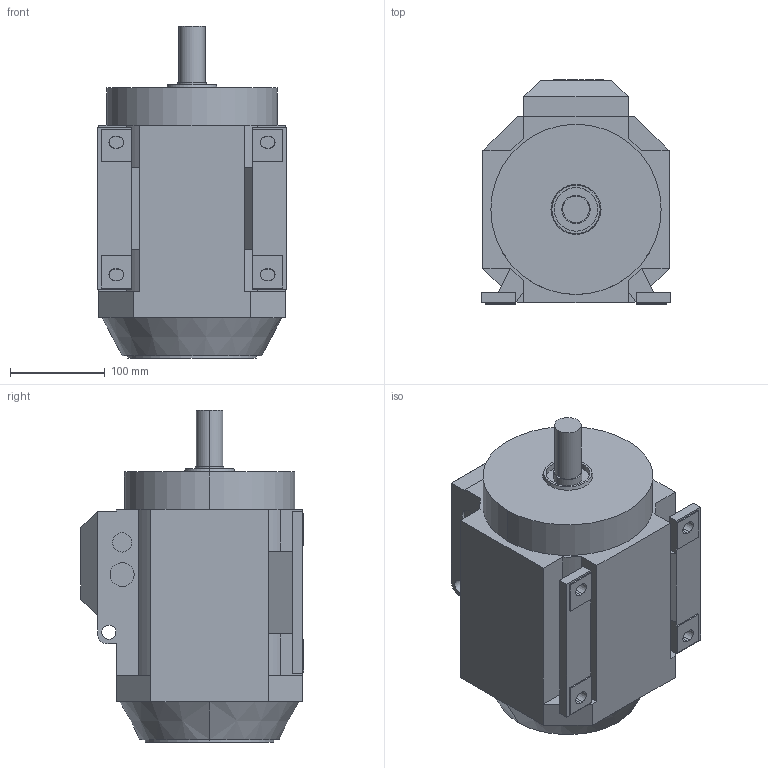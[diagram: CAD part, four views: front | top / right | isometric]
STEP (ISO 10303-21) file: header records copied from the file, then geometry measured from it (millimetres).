
FILE_DESCRIPTION(/* description */ (''),/* implementation_level */ '2;1');
FILE_NAME(/* name */ 'M3AA IE3 100 S B3.stp',/* time_stamp */ '2015-06-29T12:47:47+02:00',/* author */ (''),/* organization */ (''),/* preprocessor_version */ 'ST-DEVELOPER v14',/* originating_system */ 'SIEMENS PLM Software NX 8.0',/* authorisation */ '');
FILE_SCHEMA (('AUTOMOTIVE_DESIGN { 1 0 10303 214 3 1 1 1 }'));
Length unit declared in the file: millimetre
Products named in the file (1): A1.4728 3D A2.4300_igs
Bounding box: 200 x 236.75 x 351 mm (x, y, z)
Volume: 9340426.5 mm3; surface area: 319010.9 mm2
Topology: 1 solids, 1 shells, 208 faces, 530 edges, 348 vertices
Faces by surface type: plane 154, cylinder 32, cone 12, bspline 10
Entity records: 6298 total; most frequent: CARTESIAN_POINT 1193, ORIENTED_EDGE 1060, DIRECTION 996, EDGE_CURVE 530, LINE 422, VECTOR 422, VERTEX_POINT 348, AXIS2_PLACEMENT_3D 287
